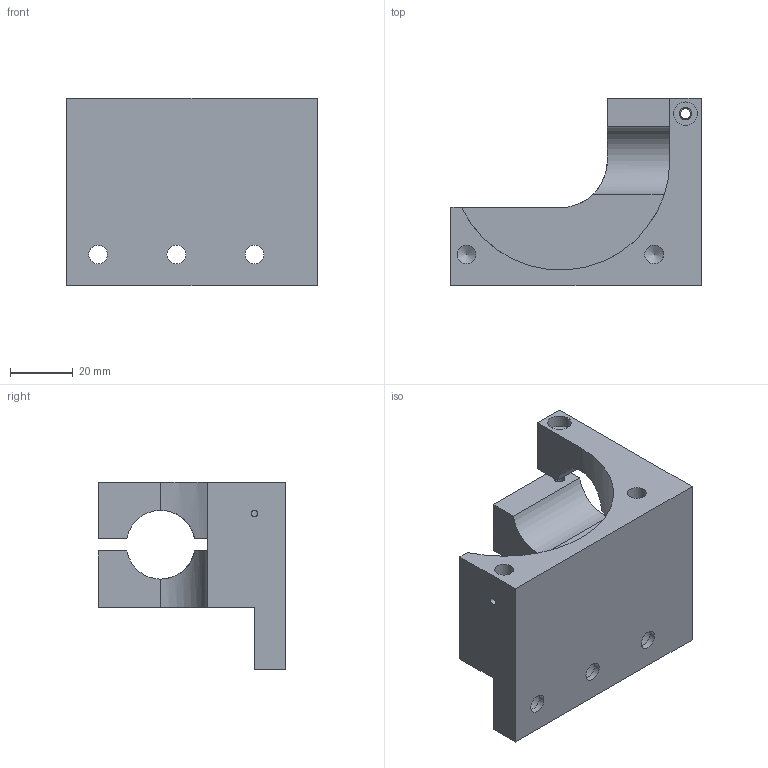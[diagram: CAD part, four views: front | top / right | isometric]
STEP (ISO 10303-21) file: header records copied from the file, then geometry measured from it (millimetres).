
FILE_DESCRIPTION(/* description */ (''),/* implementation_level */ '2;1');
FILE_NAME(/* name */ 'Galvomount-22mm-diameter-Thorlabs-Left.stp',/* time_stamp */ '2019-01-28T14:34:58+01:00',/* author */ ('voigt'),/* organization */ (''),/* preprocessor_version */ 'ST-DEVELOPER v16.1',/* originating_system */ 'Autodesk Inventor 2016',/* authorisation */ '');
FILE_SCHEMA (('AUTOMOTIVE_DESIGN { 1 0 10303 214 3 1 1 }'));
Length unit declared in the file: millimetre
Products named in the file (1): Galvomount-22mm-diameter-Thorlabs-Left
Bounding box: 80 x 60 x 60 mm (x, y, z)
Volume: 92060.6 mm3; surface area: 23764 mm2
Topology: 1 solids, 1 shells, 40 faces, 105 edges, 70 vertices
Faces by surface type: plane 21, cylinder 17, cone 2
Full cylindrical faces by diameter (mm): 2.156 x2, 3.242 x1, 4 x1, 6 x5, 7.5 x1, 10 x3
Entity records: 1240 total; most frequent: CARTESIAN_POINT 276, DIRECTION 194, ORIENTED_EDGE 166, EDGE_CURVE 83, AXIS2_PLACEMENT_3D 74, EDGE_LOOP 73, VERTEX_POINT 64, LINE 46
